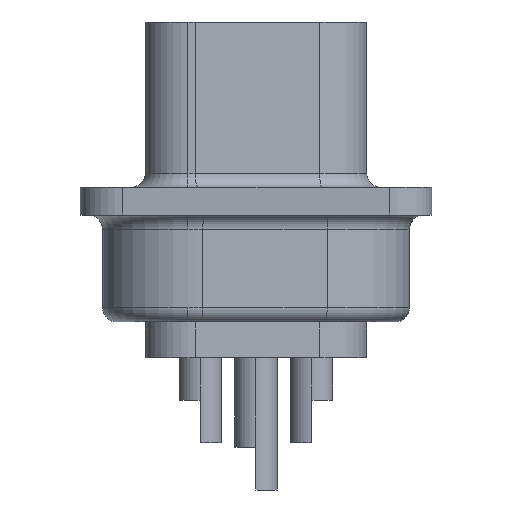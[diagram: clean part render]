
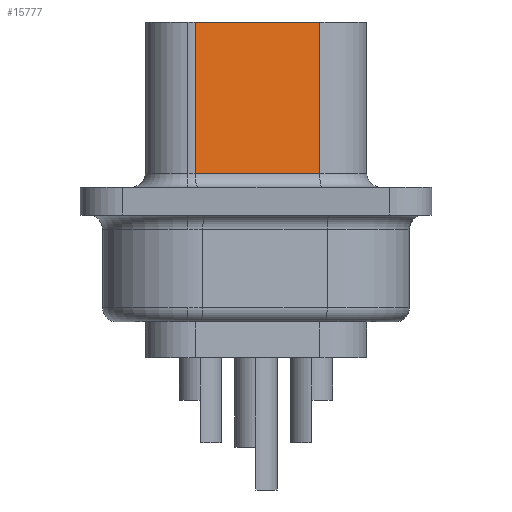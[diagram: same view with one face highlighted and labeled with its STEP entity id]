
A CAD part, left-side view. The second image highlights one B-rep face of the part: STEP entity #15777.
In plain terms, the highlighted planar face has unit normal (-0.985, -0.174, 0).
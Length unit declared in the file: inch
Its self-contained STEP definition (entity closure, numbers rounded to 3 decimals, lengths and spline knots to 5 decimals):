
#749 = CARTESIAN_POINT ( 'NONE',  ( -0.485, 0.08508, 0.2515 ) ) ;
#827 = CARTESIAN_POINT ( 'NONE',  ( -0.485, 0.08508, 0.0395 ) ) ;
#945 = DIRECTION ( 'NONE',  ( 0., 0., -1. ) ) ;
#946 = VECTOR ( 'NONE', #945, 39.37008 ) ;
#947 = CARTESIAN_POINT ( 'NONE',  ( -0.485, 0.08508, 0.2515 ) ) ;
#948 = LINE ( 'NONE', #947, #946 ) ;
#3694 = PLANE ( 'NONE',  #3813 ) ;
#3701 = CARTESIAN_POINT ( 'NONE',  ( -0.45424, -0.08939, 0.0395 ) ) ;
#3702 = DIRECTION ( 'NONE',  ( 0.174, -0.985, 0. ) ) ;
#3703 = VECTOR ( 'NONE', #3702, 39.37008 ) ;
#3704 = CARTESIAN_POINT ( 'NONE',  ( -0.45424, -0.08939, 0.0395 ) ) ;
#3705 = LINE ( 'NONE', #3704, #3703 ) ;
#3779 = CARTESIAN_POINT ( 'NONE',  ( -0.45424, -0.08939, 0.2515 ) ) ;
#3780 = DIRECTION ( 'NONE',  ( 0.174, -0.985, 0. ) ) ;
#3781 = VECTOR ( 'NONE', #3780, 39.37008 ) ;
#3782 = CARTESIAN_POINT ( 'NONE',  ( -0.485, 0.08508, 0.2515 ) ) ;
#3783 = LINE ( 'NONE', #3782, #3781 ) ;
#3810 = DIRECTION ( 'NONE',  ( -0.174, 0.985, 0. ) ) ;
#3811 = DIRECTION ( 'NONE',  ( 0.985, 0.174, 0. ) ) ;
#3812 = CARTESIAN_POINT ( 'NONE',  ( -0.485, 0.08508, 0.2515 ) ) ;
#3813 = AXIS2_PLACEMENT_3D ( 'NONE', #3812, #3811, #3810 ) ;
#3814 = FACE_OUTER_BOUND ( 'NONE', #16086, .T. ) ;
#4617 = DIRECTION ( 'NONE',  ( 0., 0., -1. ) ) ;
#4618 = VECTOR ( 'NONE', #4617, 39.37008 ) ;
#4619 = CARTESIAN_POINT ( 'NONE',  ( -0.45424, -0.08939, 0.2515 ) ) ;
#4620 = LINE ( 'NONE', #4619, #4618 ) ;
#14671 = VERTEX_POINT ( 'NONE', #827 ) ;
#14673 = VERTEX_POINT ( 'NONE', #749 ) ;
#14693 = EDGE_CURVE ( 'NONE', #14673, #14671, #948, .T. ) ;
#15765 = ORIENTED_EDGE ( 'NONE', *, *, #15766, .T. ) ;
#15766 = EDGE_CURVE ( 'NONE', #14671, #15767, #3705, .T. ) ;
#15767 = VERTEX_POINT ( 'NONE', #3701 ) ;
#15777 = ADVANCED_FACE ( 'NONE', ( #3814 ), #3694, .F. ) ;
#15778 = ORIENTED_EDGE ( 'NONE', *, *, #14693, .T. ) ;
#15793 = EDGE_CURVE ( 'NONE', #14673, #15794, #3783, .T. ) ;
#15794 = VERTEX_POINT ( 'NONE', #3779 ) ;
#16086 = EDGE_LOOP ( 'NONE', ( #15778, #15765, #16087, #16247 ) ) ;
#16087 = ORIENTED_EDGE ( 'NONE', *, *, #16246, .F. ) ;
#16246 = EDGE_CURVE ( 'NONE', #15794, #15767, #4620, .T. ) ;
#16247 = ORIENTED_EDGE ( 'NONE', *, *, #15793, .F. ) ;
